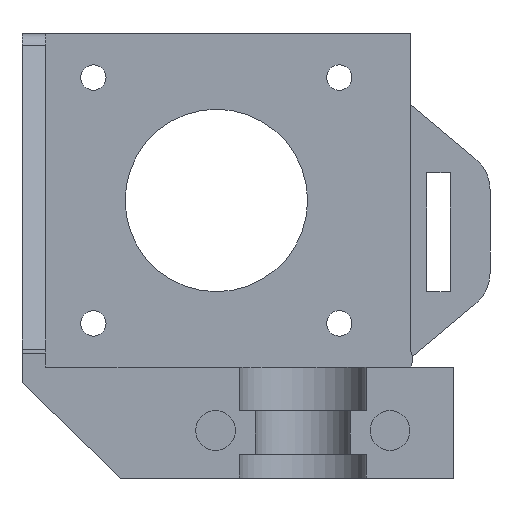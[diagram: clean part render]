
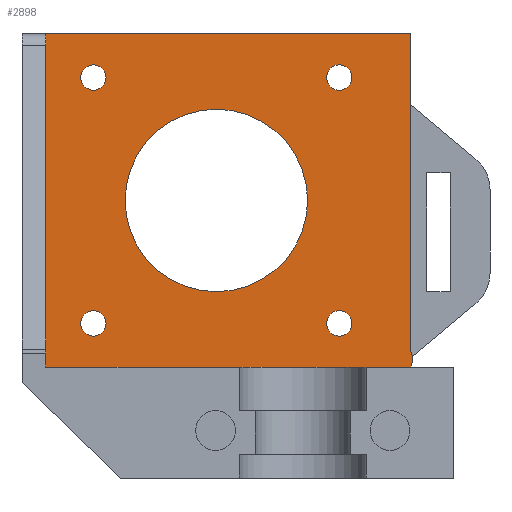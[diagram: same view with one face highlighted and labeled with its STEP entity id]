
A CAD part, front view. The second image highlights one B-rep face of the part: STEP entity #2898.
In plain terms, the highlighted planar face has unit normal (0, -1, 0).
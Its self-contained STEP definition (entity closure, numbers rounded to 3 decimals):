
#17 = FACE_BOUND ( 'NONE', #2543, .T. ) ;
#46 = LINE ( 'NONE', #547, #2724 ) ;
#74 = CARTESIAN_POINT ( 'NONE',  ( -33.4, -14.9, 56. ) ) ;
#114 = ORIENTED_EDGE ( 'NONE', *, *, #2693, .T. ) ;
#124 = DIRECTION ( 'NONE',  ( 0., 0., 1. ) ) ;
#178 = VERTEX_POINT ( 'NONE', #3286 ) ;
#243 = EDGE_CURVE ( 'NONE', #178, #2579, #2106, .T. ) ;
#263 = EDGE_CURVE ( 'NONE', #2838, #923, #1207, .T. ) ;
#319 = DIRECTION ( 'NONE',  ( 0., 1., 0. ) ) ;
#347 = FACE_OUTER_BOUND ( 'NONE', #1257, .T. ) ;
#372 = CARTESIAN_POINT ( 'NONE',  ( -30.4, -14.9, 56. ) ) ;
#385 = AXIS2_PLACEMENT_3D ( 'NONE', #1003, #2625, #2637 ) ;
#416 = AXIS2_PLACEMENT_3D ( 'NONE', #2366, #1610, #1875 ) ;
#436 = VECTOR ( 'NONE', #2861, 1000. ) ;
#456 = AXIS2_PLACEMENT_3D ( 'NONE', #3249, #2418, #604 ) ;
#484 = DIRECTION ( 'NONE',  ( 0., 0., 1. ) ) ;
#490 = CARTESIAN_POINT ( 'NONE',  ( -8.9, -14.9, 35. ) ) ;
#534 = EDGE_CURVE ( 'NONE', #1328, #2814, #2665, .T. ) ;
#538 = VERTEX_POINT ( 'NONE', #3305 ) ;
#547 = CARTESIAN_POINT ( 'NONE',  ( 15.6, -14.9, 56. ) ) ;
#604 = DIRECTION ( 'NONE',  ( 0., 0., 1. ) ) ;
#617 = DIRECTION ( 'NONE',  ( 0., 0., 1. ) ) ;
#700 = EDGE_CURVE ( 'NONE', #2579, #178, #3408, .T. ) ;
#719 = FACE_BOUND ( 'NONE', #3112, .T. ) ;
#722 = LINE ( 'NONE', #1273, #436 ) ;
#751 = AXIS2_PLACEMENT_3D ( 'NONE', #74, #853, #617 ) ;
#853 = DIRECTION ( 'NONE',  ( 0., 1., 0. ) ) ;
#923 = VERTEX_POINT ( 'NONE', #3236 ) ;
#941 = CARTESIAN_POINT ( 'NONE',  ( 15.654, -14.9, 14. ) ) ;
#946 = CARTESIAN_POINT ( 'NONE',  ( 12.6, -14.9, 15. ) ) ;
#949 = EDGE_CURVE ( 'NONE', #2873, #3378, #1220, .T. ) ;
#982 = LINE ( 'NONE', #372, #1644 ) ;
#1003 = CARTESIAN_POINT ( 'NONE',  ( -8.9, -14.9, 35. ) ) ;
#1019 = ORIENTED_EDGE ( 'NONE', *, *, #700, .T. ) ;
#1020 = CARTESIAN_POINT ( 'NONE',  ( 6.6, -14.9, 19.5 ) ) ;
#1021 = CIRCLE ( 'NONE', #2146, 11.5 ) ;
#1038 = VERTEX_POINT ( 'NONE', #3213 ) ;
#1207 = CIRCLE ( 'NONE', #1240, 1.6 ) ;
#1214 = AXIS2_PLACEMENT_3D ( 'NONE', #1816, #2331, #1830 ) ;
#1220 = CIRCLE ( 'NONE', #456, 1.6 ) ;
#1232 = ORIENTED_EDGE ( 'NONE', *, *, #2667, .T. ) ;
#1240 = AXIS2_PLACEMENT_3D ( 'NONE', #3368, #3120, #2079 ) ;
#1257 = EDGE_LOOP ( 'NONE', ( #2713, #2893, #2940, #2262, #1754 ) ) ;
#1265 = EDGE_LOOP ( 'NONE', ( #1019, #3199 ) ) ;
#1273 = CARTESIAN_POINT ( 'NONE',  ( -33.4, -14.9, 56. ) ) ;
#1274 = VERTEX_POINT ( 'NONE', #2832 ) ;
#1328 = VERTEX_POINT ( 'NONE', #941 ) ;
#1349 = FACE_BOUND ( 'NONE', #1265, .T. ) ;
#1351 = VERTEX_POINT ( 'NONE', #1843 ) ;
#1399 = AXIS2_PLACEMENT_3D ( 'NONE', #2435, #319, #1663 ) ;
#1489 = ORIENTED_EDGE ( 'NONE', *, *, #949, .T. ) ;
#1512 = VERTEX_POINT ( 'NONE', #1692 ) ;
#1535 = CARTESIAN_POINT ( 'NONE',  ( -24.4, -14.9, 19.5 ) ) ;
#1549 = DIRECTION ( 'NONE',  ( 0., 0., 1. ) ) ;
#1563 = EDGE_LOOP ( 'NONE', ( #1232, #114 ) ) ;
#1572 = AXIS2_PLACEMENT_3D ( 'NONE', #946, #2027, #3023 ) ;
#1598 = EDGE_CURVE ( 'NONE', #1274, #2814, #46, .T. ) ;
#1610 = DIRECTION ( 'NONE',  ( 0., 1., 0. ) ) ;
#1627 = AXIS2_PLACEMENT_3D ( 'NONE', #1535, #2071, #484 ) ;
#1644 = VECTOR ( 'NONE', #2491, 1000. ) ;
#1663 = DIRECTION ( 'NONE',  ( 0., 0., 1. ) ) ;
#1692 = CARTESIAN_POINT ( 'NONE',  ( -30.4, -14.9, 14. ) ) ;
#1711 = DIRECTION ( 'NONE',  ( 0., 1., 0. ) ) ;
#1754 = ORIENTED_EDGE ( 'NONE', *, *, #2708, .F. ) ;
#1757 = CIRCLE ( 'NONE', #3278, 1.6 ) ;
#1792 = DIRECTION ( 'NONE',  ( 0., 1., 0. ) ) ;
#1816 = CARTESIAN_POINT ( 'NONE',  ( -24.4, -14.9, 19.5 ) ) ;
#1830 = DIRECTION ( 'NONE',  ( 0., 0., 1. ) ) ;
#1843 = CARTESIAN_POINT ( 'NONE',  ( -8.9, -14.9, 23.5 ) ) ;
#1875 = DIRECTION ( 'NONE',  ( 0., 0., 1. ) ) ;
#1916 = EDGE_LOOP ( 'NONE', ( #1489, #2900 ) ) ;
#2027 = DIRECTION ( 'NONE',  ( 0., -1., 0. ) ) ;
#2052 = CARTESIAN_POINT ( 'NONE',  ( -33.4, -14.9, 14. ) ) ;
#2071 = DIRECTION ( 'NONE',  ( 0., 1., 0. ) ) ;
#2075 = DIRECTION ( 'NONE',  ( -1., 0., 0. ) ) ;
#2079 = DIRECTION ( 'NONE',  ( 0., 0., 1. ) ) ;
#2106 = CIRCLE ( 'NONE', #1627, 1.6 ) ;
#2115 = DIRECTION ( 'NONE',  ( 0., 0., -1. ) ) ;
#2124 = CIRCLE ( 'NONE', #416, 1.6 ) ;
#2135 = CARTESIAN_POINT ( 'NONE',  ( 6.6, -14.9, 52.1 ) ) ;
#2146 = AXIS2_PLACEMENT_3D ( 'NONE', #490, #1792, #1549 ) ;
#2190 = VERTEX_POINT ( 'NONE', #2224 ) ;
#2224 = CARTESIAN_POINT ( 'NONE',  ( -8.9, -14.9, 46.5 ) ) ;
#2262 = ORIENTED_EDGE ( 'NONE', *, *, #1598, .F. ) ;
#2331 = DIRECTION ( 'NONE',  ( 0., 1., 0. ) ) ;
#2335 = ORIENTED_EDGE ( 'NONE', *, *, #2653, .T. ) ;
#2366 = CARTESIAN_POINT ( 'NONE',  ( 6.6, -14.9, 50.5 ) ) ;
#2387 = EDGE_CURVE ( 'NONE', #3378, #2873, #2124, .T. ) ;
#2418 = DIRECTION ( 'NONE',  ( 0., 1., 0. ) ) ;
#2435 = CARTESIAN_POINT ( 'NONE',  ( 6.6, -14.9, 19.5 ) ) ;
#2491 = DIRECTION ( 'NONE',  ( 0., 0., -1. ) ) ;
#2501 = ORIENTED_EDGE ( 'NONE', *, *, #263, .T. ) ;
#2543 = EDGE_LOOP ( 'NONE', ( #3415, #2335 ) ) ;
#2579 = VERTEX_POINT ( 'NONE', #3343 ) ;
#2586 = DIRECTION ( 'NONE',  ( 0., 0., 1. ) ) ;
#2625 = DIRECTION ( 'NONE',  ( 0., 1., 0. ) ) ;
#2637 = DIRECTION ( 'NONE',  ( 0., 0., 1. ) ) ;
#2653 = EDGE_CURVE ( 'NONE', #1038, #3064, #1757, .T. ) ;
#2665 = CIRCLE ( 'NONE', #1572, 3.214 ) ;
#2666 = FACE_BOUND ( 'NONE', #1563, .T. ) ;
#2667 = EDGE_CURVE ( 'NONE', #2190, #1351, #3366, .T. ) ;
#2693 = EDGE_CURVE ( 'NONE', #1351, #2190, #1021, .T. ) ;
#2708 = EDGE_CURVE ( 'NONE', #538, #1274, #722, .T. ) ;
#2713 = ORIENTED_EDGE ( 'NONE', *, *, #3055, .T. ) ;
#2714 = EDGE_CURVE ( 'NONE', #1328, #1512, #3153, .T. ) ;
#2724 = VECTOR ( 'NONE', #2115, 1000. ) ;
#2734 = CIRCLE ( 'NONE', #2986, 1.6 ) ;
#2770 = CARTESIAN_POINT ( 'NONE',  ( 6.6, -14.9, 48.9 ) ) ;
#2777 = CIRCLE ( 'NONE', #1399, 1.6 ) ;
#2814 = VERTEX_POINT ( 'NONE', #3167 ) ;
#2832 = CARTESIAN_POINT ( 'NONE',  ( 15.6, -14.9, 56. ) ) ;
#2838 = VERTEX_POINT ( 'NONE', #2902 ) ;
#2861 = DIRECTION ( 'NONE',  ( 1., 0., 0. ) ) ;
#2873 = VERTEX_POINT ( 'NONE', #2135 ) ;
#2878 = EDGE_CURVE ( 'NONE', #3064, #1038, #2777, .T. ) ;
#2893 = ORIENTED_EDGE ( 'NONE', *, *, #2714, .F. ) ;
#2896 = FACE_BOUND ( 'NONE', #1916, .T. ) ;
#2898 = ADVANCED_FACE ( 'NONE', ( #2896, #719, #1349, #17, #2666, #347 ), #3256, .F. ) ;
#2900 = ORIENTED_EDGE ( 'NONE', *, *, #2387, .T. ) ;
#2902 = CARTESIAN_POINT ( 'NONE',  ( -24.4, -14.9, 48.9 ) ) ;
#2940 = ORIENTED_EDGE ( 'NONE', *, *, #534, .T. ) ;
#2986 = AXIS2_PLACEMENT_3D ( 'NONE', #3282, #1711, #124 ) ;
#3023 = DIRECTION ( 'NONE',  ( 0., 0., -1. ) ) ;
#3055 = EDGE_CURVE ( 'NONE', #538, #1512, #982, .T. ) ;
#3064 = VERTEX_POINT ( 'NONE', #3261 ) ;
#3099 = ORIENTED_EDGE ( 'NONE', *, *, #3349, .T. ) ;
#3108 = VECTOR ( 'NONE', #2075, 1000. ) ;
#3112 = EDGE_LOOP ( 'NONE', ( #3099, #2501 ) ) ;
#3120 = DIRECTION ( 'NONE',  ( 0., 1., 0. ) ) ;
#3141 = DIRECTION ( 'NONE',  ( 0., 1., 0. ) ) ;
#3153 = LINE ( 'NONE', #2052, #3108 ) ;
#3167 = CARTESIAN_POINT ( 'NONE',  ( 15.6, -14.9, 16.153 ) ) ;
#3199 = ORIENTED_EDGE ( 'NONE', *, *, #243, .T. ) ;
#3213 = CARTESIAN_POINT ( 'NONE',  ( 6.6, -14.9, 17.9 ) ) ;
#3236 = CARTESIAN_POINT ( 'NONE',  ( -24.4, -14.9, 52.1 ) ) ;
#3249 = CARTESIAN_POINT ( 'NONE',  ( 6.6, -14.9, 50.5 ) ) ;
#3256 = PLANE ( 'NONE',  #751 ) ;
#3261 = CARTESIAN_POINT ( 'NONE',  ( 6.6, -14.9, 21.1 ) ) ;
#3278 = AXIS2_PLACEMENT_3D ( 'NONE', #1020, #3141, #2586 ) ;
#3282 = CARTESIAN_POINT ( 'NONE',  ( -24.4, -14.9, 50.5 ) ) ;
#3286 = CARTESIAN_POINT ( 'NONE',  ( -24.4, -14.9, 17.9 ) ) ;
#3305 = CARTESIAN_POINT ( 'NONE',  ( -30.4, -14.9, 56. ) ) ;
#3343 = CARTESIAN_POINT ( 'NONE',  ( -24.4, -14.9, 21.1 ) ) ;
#3349 = EDGE_CURVE ( 'NONE', #923, #2838, #2734, .T. ) ;
#3366 = CIRCLE ( 'NONE', #385, 11.5 ) ;
#3368 = CARTESIAN_POINT ( 'NONE',  ( -24.4, -14.9, 50.5 ) ) ;
#3378 = VERTEX_POINT ( 'NONE', #2770 ) ;
#3408 = CIRCLE ( 'NONE', #1214, 1.6 ) ;
#3415 = ORIENTED_EDGE ( 'NONE', *, *, #2878, .T. ) ;
